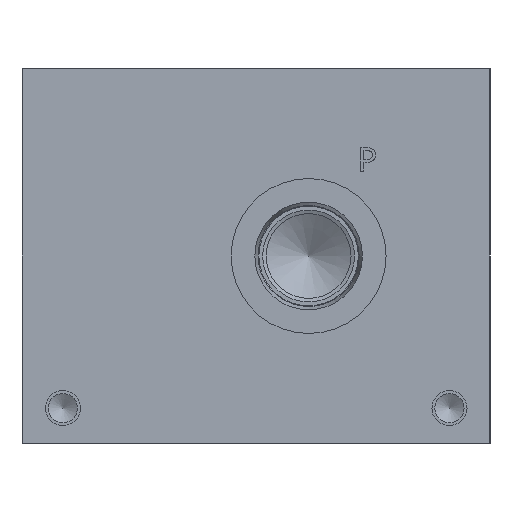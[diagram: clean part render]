
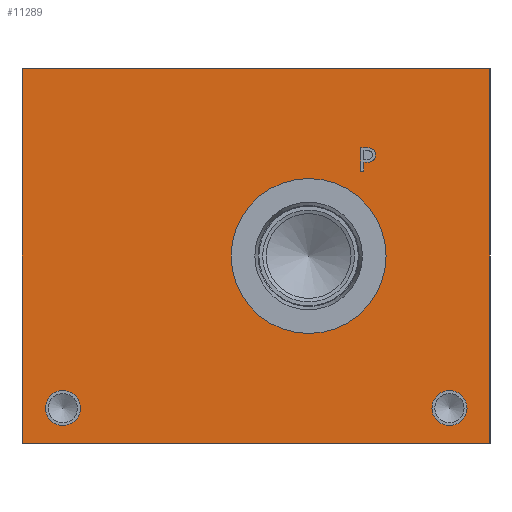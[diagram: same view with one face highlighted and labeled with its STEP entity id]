
A CAD part, left-side view. The second image highlights one B-rep face of the part: STEP entity #11289.
In plain terms, the highlighted planar face has unit normal (-1, 0, 0).
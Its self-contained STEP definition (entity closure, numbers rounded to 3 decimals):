
#129=CIRCLE('',#11906,21.019);
#130=CIRCLE('',#11907,21.019);
#131=CIRCLE('',#11908,4.763);
#132=CIRCLE('',#11909,4.763);
#133=CIRCLE('',#11910,4.763);
#134=CIRCLE('',#11911,4.763);
#381=FACE_BOUND('',#1589,.T.);
#382=FACE_BOUND('',#1590,.T.);
#383=FACE_BOUND('',#1591,.T.);
#384=FACE_BOUND('',#1592,.T.);
#482=B_SPLINE_CURVE_WITH_KNOTS('',2,(#15224,#15225,#15226,#15227),
 .UNSPECIFIED.,.F.,.F.,(3,1,3),(0.,1.,2.),.UNSPECIFIED.);
#484=B_SPLINE_CURVE_WITH_KNOTS('',2,(#15245,#15246,#15247,#15248),
 .UNSPECIFIED.,.F.,.F.,(3,1,3),(0.,1.,2.),.UNSPECIFIED.);
#486=B_SPLINE_CURVE_WITH_KNOTS('',2,(#15294,#15295,#15296,#15297),
 .UNSPECIFIED.,.F.,.F.,(3,1,3),(0.,1.,2.),.UNSPECIFIED.);
#488=B_SPLINE_CURVE_WITH_KNOTS('',2,(#15312,#15313,#15314,#15315),
 .UNSPECIFIED.,.F.,.F.,(3,1,3),(0.,1.,2.),.UNSPECIFIED.);
#977=FACE_OUTER_BOUND('',#1588,.T.);
#1588=EDGE_LOOP('',(#7309,#7310,#7311,#7312));
#1589=EDGE_LOOP('',(#7313,#7314));
#1590=EDGE_LOOP('',(#7315,#7316));
#1591=EDGE_LOOP('',(#7317,#7318));
#1592=EDGE_LOOP('',(#7319,#7320,#7321,#7322,#7323,#7324,#7325,#7326,#7327));
#2305=LINE('',#15257,#3380);
#2308=LINE('',#15263,#3383);
#2311=LINE('',#15269,#3386);
#2314=LINE('',#15275,#3389);
#2317=LINE('',#15281,#3392);
#2321=LINE('',#15324,#3396);
#2322=LINE('',#15326,#3397);
#2323=LINE('',#15328,#3398);
#2324=LINE('',#15329,#3399);
#3380=VECTOR('',#12657,10.);
#3383=VECTOR('',#12662,10.);
#3386=VECTOR('',#12667,10.);
#3389=VECTOR('',#12672,10.);
#3392=VECTOR('',#12677,10.);
#3396=VECTOR('',#12685,10.);
#3397=VECTOR('',#12686,10.);
#3398=VECTOR('',#12687,10.);
#3399=VECTOR('',#12688,10.);
#4445=VERTEX_POINT('',#15222);
#4446=VERTEX_POINT('',#15223);
#4449=VERTEX_POINT('',#15244);
#4451=VERTEX_POINT('',#15256);
#4453=VERTEX_POINT('',#15262);
#4455=VERTEX_POINT('',#15268);
#4457=VERTEX_POINT('',#15274);
#4459=VERTEX_POINT('',#15280);
#4461=VERTEX_POINT('',#15293);
#4463=VERTEX_POINT('',#15322);
#4464=VERTEX_POINT('',#15323);
#4465=VERTEX_POINT('',#15325);
#4466=VERTEX_POINT('',#15327);
#4467=VERTEX_POINT('',#15330);
#4468=VERTEX_POINT('',#15331);
#4469=VERTEX_POINT('',#15334);
#4470=VERTEX_POINT('',#15335);
#4471=VERTEX_POINT('',#15338);
#4472=VERTEX_POINT('',#15339);
#5590=EDGE_CURVE('',#4445,#4446,#482,.T.);
#5594=EDGE_CURVE('',#4449,#4445,#484,.T.);
#5597=EDGE_CURVE('',#4451,#4449,#2305,.T.);
#5600=EDGE_CURVE('',#4453,#4451,#2308,.T.);
#5603=EDGE_CURVE('',#4455,#4453,#2311,.T.);
#5606=EDGE_CURVE('',#4457,#4455,#2314,.T.);
#5609=EDGE_CURVE('',#4459,#4457,#2317,.T.);
#5612=EDGE_CURVE('',#4461,#4459,#486,.T.);
#5615=EDGE_CURVE('',#4446,#4461,#488,.T.);
#5617=EDGE_CURVE('',#4463,#4464,#2321,.T.);
#5618=EDGE_CURVE('',#4464,#4465,#2322,.T.);
#5619=EDGE_CURVE('',#4466,#4465,#2323,.T.);
#5620=EDGE_CURVE('',#4463,#4466,#2324,.T.);
#5621=EDGE_CURVE('',#4467,#4468,#129,.T.);
#5622=EDGE_CURVE('',#4468,#4467,#130,.T.);
#5623=EDGE_CURVE('',#4469,#4470,#131,.T.);
#5624=EDGE_CURVE('',#4470,#4469,#132,.T.);
#5625=EDGE_CURVE('',#4471,#4472,#133,.T.);
#5626=EDGE_CURVE('',#4472,#4471,#134,.T.);
#7309=ORIENTED_EDGE('',*,*,#5617,.T.);
#7310=ORIENTED_EDGE('',*,*,#5618,.T.);
#7311=ORIENTED_EDGE('',*,*,#5619,.F.);
#7312=ORIENTED_EDGE('',*,*,#5620,.F.);
#7313=ORIENTED_EDGE('',*,*,#5621,.T.);
#7314=ORIENTED_EDGE('',*,*,#5622,.T.);
#7315=ORIENTED_EDGE('',*,*,#5623,.T.);
#7316=ORIENTED_EDGE('',*,*,#5624,.T.);
#7317=ORIENTED_EDGE('',*,*,#5625,.T.);
#7318=ORIENTED_EDGE('',*,*,#5626,.T.);
#7319=ORIENTED_EDGE('',*,*,#5590,.T.);
#7320=ORIENTED_EDGE('',*,*,#5615,.T.);
#7321=ORIENTED_EDGE('',*,*,#5612,.T.);
#7322=ORIENTED_EDGE('',*,*,#5609,.T.);
#7323=ORIENTED_EDGE('',*,*,#5606,.T.);
#7324=ORIENTED_EDGE('',*,*,#5603,.T.);
#7325=ORIENTED_EDGE('',*,*,#5600,.T.);
#7326=ORIENTED_EDGE('',*,*,#5597,.T.);
#7327=ORIENTED_EDGE('',*,*,#5594,.T.);
#10495=PLANE('',#11905);
#11289=ADVANCED_FACE('',(#977,#381,#382,#383,#384),#10495,.T.);
#11905=AXIS2_PLACEMENT_3D('',#15321,#12683,#12684);
#11906=AXIS2_PLACEMENT_3D('',#15332,#12689,#12690);
#11907=AXIS2_PLACEMENT_3D('',#15333,#12691,#12692);
#11908=AXIS2_PLACEMENT_3D('',#15336,#12693,#12694);
#11909=AXIS2_PLACEMENT_3D('',#15337,#12695,#12696);
#11910=AXIS2_PLACEMENT_3D('',#15340,#12697,#12698);
#11911=AXIS2_PLACEMENT_3D('',#15341,#12699,#12700);
#12657=DIRECTION('',(0.,-1.,0.));
#12662=DIRECTION('',(0.,0.,1.));
#12667=DIRECTION('',(0.,1.,0.));
#12672=DIRECTION('',(0.,0.,-1.));
#12677=DIRECTION('',(0.,1.,0.));
#12683=DIRECTION('center_axis',(-1.,0.,0.));
#12684=DIRECTION('ref_axis',(0.,-1.,0.));
#12685=DIRECTION('',(0.,-1.,0.));
#12686=DIRECTION('',(0.,0.,1.));
#12687=DIRECTION('',(0.,-1.,0.));
#12688=DIRECTION('',(0.,0.,1.));
#12689=DIRECTION('center_axis',(1.,0.,0.));
#12690=DIRECTION('ref_axis',(0.,0.,1.));
#12691=DIRECTION('center_axis',(1.,0.,0.));
#12692=DIRECTION('ref_axis',(0.,0.,1.));
#12693=DIRECTION('center_axis',(1.,0.,0.));
#12694=DIRECTION('ref_axis',(0.,1.,0.));
#12695=DIRECTION('center_axis',(1.,0.,0.));
#12696=DIRECTION('ref_axis',(0.,1.,0.));
#12697=DIRECTION('center_axis',(1.,0.,0.));
#12698=DIRECTION('ref_axis',(0.,1.,0.));
#12699=DIRECTION('center_axis',(1.,0.,0.));
#12700=DIRECTION('ref_axis',(0.,1.,0.));
#15222=CARTESIAN_POINT('',(0.,31.818,79.773));
#15223=CARTESIAN_POINT('',(0.,31.062,78.254));
#15224=CARTESIAN_POINT('Ctrl Pts',(0.,31.818,79.773));
#15225=CARTESIAN_POINT('Ctrl Pts',(0.,31.463,79.531));
#15226=CARTESIAN_POINT('Ctrl Pts',(0.,31.062,78.785));
#15227=CARTESIAN_POINT('Ctrl Pts',(0.,31.062,78.254));
#15244=CARTESIAN_POINT('',(0.,33.48,80.169));
#15245=CARTESIAN_POINT('Ctrl Pts',(0.,33.48,80.169));
#15246=CARTESIAN_POINT('Ctrl Pts',(0.,32.914,80.169));
#15247=CARTESIAN_POINT('Ctrl Pts',(0.,32.122,79.983));
#15248=CARTESIAN_POINT('Ctrl Pts',(0.,31.818,79.773));
#15256=CARTESIAN_POINT('',(0.,35.076,80.169));
#15257=CARTESIAN_POINT('',(0.,81.038,80.169));
#15262=CARTESIAN_POINT('',(0.,35.076,73.819));
#15263=CARTESIAN_POINT('',(0.,35.076,36.909));
#15268=CARTESIAN_POINT('',(0.,34.232,73.819));
#15269=CARTESIAN_POINT('',(0.,80.616,73.819));
#15274=CARTESIAN_POINT('',(0.,34.232,76.186));
#15275=CARTESIAN_POINT('',(0.,34.232,38.093));
#15280=CARTESIAN_POINT('',(0.,33.516,76.186));
#15281=CARTESIAN_POINT('',(0.,80.258,76.186));
#15293=CARTESIAN_POINT('',(0.,31.617,76.845));
#15294=CARTESIAN_POINT('Ctrl Pts',(0.,31.617,76.845));
#15295=CARTESIAN_POINT('Ctrl Pts',(0.,31.947,76.52));
#15296=CARTESIAN_POINT('Ctrl Pts',(0.,32.837,76.186));
#15297=CARTESIAN_POINT('Ctrl Pts',(0.,33.516,76.186));
#15312=CARTESIAN_POINT('Ctrl Pts',(0.,31.062,78.254));
#15313=CARTESIAN_POINT('Ctrl Pts',(0.,31.062,77.843));
#15314=CARTESIAN_POINT('Ctrl Pts',(0.,31.355,77.102));
#15315=CARTESIAN_POINT('Ctrl Pts',(0.,31.617,76.845));
#15321=CARTESIAN_POINT('Origin',(0.,127.,0.));
#15322=CARTESIAN_POINT('',(0.,127.,0.));
#15323=CARTESIAN_POINT('',(0.,0.,0.));
#15324=CARTESIAN_POINT('',(0.,127.,0.));
#15325=CARTESIAN_POINT('',(0.,0.,101.6));
#15326=CARTESIAN_POINT('',(0.,0.,0.));
#15327=CARTESIAN_POINT('',(0.,127.,101.6));
#15328=CARTESIAN_POINT('',(0.,127.,101.6));
#15329=CARTESIAN_POINT('',(0.,127.,0.));
#15330=CARTESIAN_POINT('',(0.,49.225,71.819));
#15331=CARTESIAN_POINT('',(0.,49.225,29.782));
#15332=CARTESIAN_POINT('Origin',(0.,49.225,50.8));
#15333=CARTESIAN_POINT('Origin',(0.,49.225,50.8));
#15334=CARTESIAN_POINT('',(0.,120.663,9.525));
#15335=CARTESIAN_POINT('',(0.,111.138,9.525));
#15336=CARTESIAN_POINT('Origin',(0.,115.9,9.525));
#15337=CARTESIAN_POINT('Origin',(0.,115.9,9.525));
#15338=CARTESIAN_POINT('',(0.,15.761,9.525));
#15339=CARTESIAN_POINT('',(0.,6.236,9.525));
#15340=CARTESIAN_POINT('Origin',(0.,10.998,9.525));
#15341=CARTESIAN_POINT('Origin',(0.,10.998,9.525));
